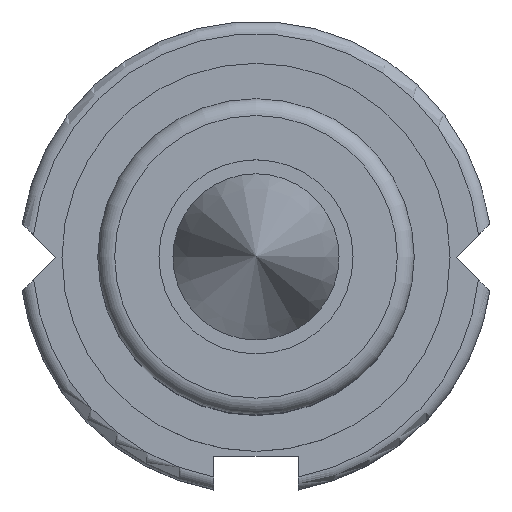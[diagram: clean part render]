
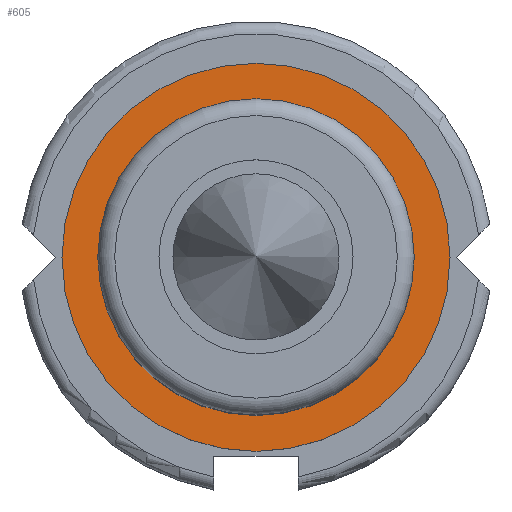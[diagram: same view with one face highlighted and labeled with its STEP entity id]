
A CAD part, top view. The second image highlights one B-rep face of the part: STEP entity #605.
In plain terms, the highlighted planar face has unit normal (0, 0, 1).
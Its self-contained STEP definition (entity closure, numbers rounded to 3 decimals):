
#23=FACE_BOUND('',#144,.T.);
#51=PLANE('',#701);
#93=FACE_OUTER_BOUND('',#143,.T.);
#143=EDGE_LOOP('',(#514));
#144=EDGE_LOOP('',(#515));
#254=CIRCLE('',#670,1.875);
#256=CIRCLE('',#673,2.3);
#289=VERTEX_POINT('',#979);
#291=VERTEX_POINT('',#985);
#351=EDGE_CURVE('',#289,#289,#254,.T.);
#355=EDGE_CURVE('',#291,#291,#256,.T.);
#514=ORIENTED_EDGE('',*,*,#355,.F.);
#515=ORIENTED_EDGE('',*,*,#351,.T.);
#605=ADVANCED_FACE('',(#93,#23),#51,.T.);
#670=AXIS2_PLACEMENT_3D('',#980,#796,#797);
#673=AXIS2_PLACEMENT_3D('',#987,#804,#805);
#701=AXIS2_PLACEMENT_3D('',#1107,#882,#883);
#796=DIRECTION('center_axis',(0.,0.,-1.));
#797=DIRECTION('ref_axis',(0.,1.,0.));
#804=DIRECTION('center_axis',(0.,0.,-1.));
#805=DIRECTION('ref_axis',(0.,1.,0.));
#882=DIRECTION('center_axis',(0.,0.,1.));
#883=DIRECTION('ref_axis',(0.,-1.,0.));
#979=CARTESIAN_POINT('',(0.,-1.875,1.4));
#980=CARTESIAN_POINT('Origin',(0.,0.,1.4));
#985=CARTESIAN_POINT('',(0.,-2.3,1.4));
#987=CARTESIAN_POINT('Origin',(0.,0.,1.4));
#1107=CARTESIAN_POINT('Origin',(2.3,0.,1.4));
